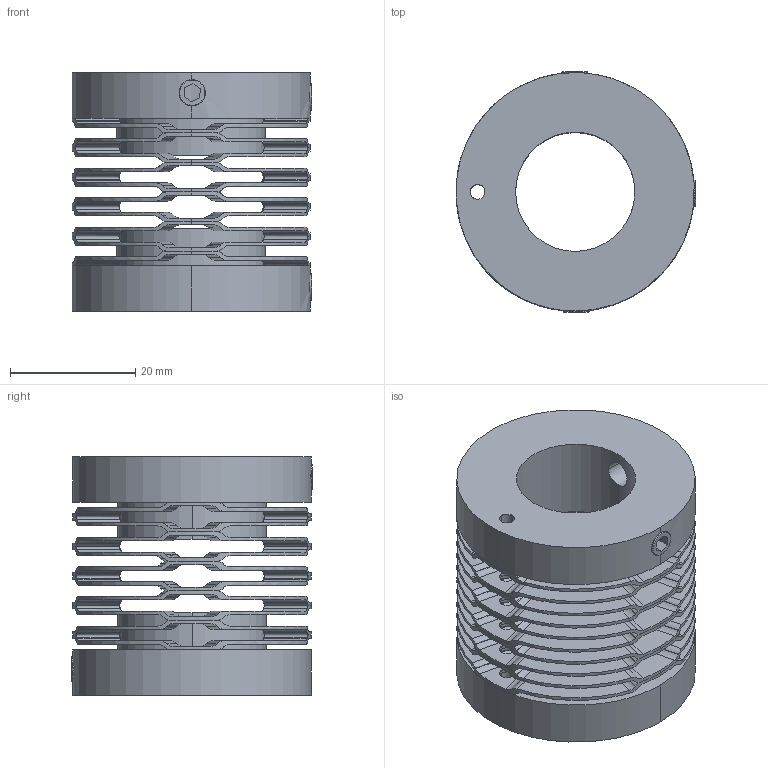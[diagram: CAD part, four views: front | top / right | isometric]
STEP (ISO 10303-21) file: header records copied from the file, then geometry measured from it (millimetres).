
FILE_DESCRIPTION (( 'STEP AP214' ), '1' );
FILE_NAME ('DC-SBS38-1212.STEP', '2015-11-19T18:11:59', ( '' ), ( '' ), 'SwSTEP 2.0', 'SolidWorks 2015', '' );
FILE_SCHEMA (( 'AUTOMOTIVE_DESIGN' ));
Length unit declared in the file: millimetre
Products named in the file (1): DC-SBS38-1212
Bounding box: 38.31 x 38.5 x 38.08 mm (x, y, z)
Volume: 17807 mm3; surface area: 23803.5 mm2
Topology: 17 solids, 17 shells, 789 faces, 2314 edges, 1540 vertices
Faces by surface type: plane 369, cylinder 364, bspline 48, cone 8
Entity records: 30058 total; most frequent: CARTESIAN_POINT 11632, ORIENTED_EDGE 4628, DIRECTION 2798, EDGE_CURVE 2314, VERTEX_POINT 1540, AXIS2_PLACEMENT_3D 982, VECTOR 834, LINE 834
